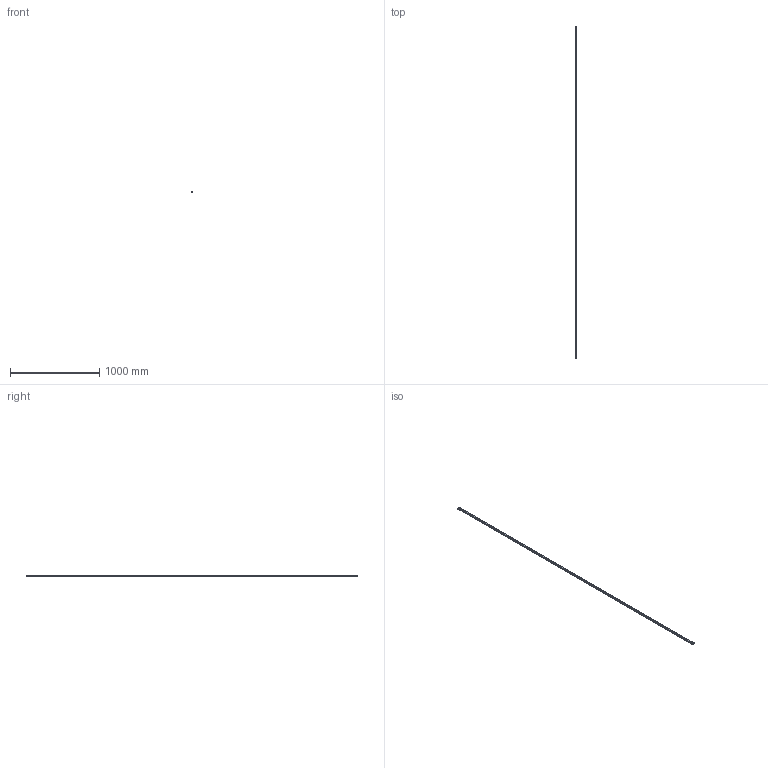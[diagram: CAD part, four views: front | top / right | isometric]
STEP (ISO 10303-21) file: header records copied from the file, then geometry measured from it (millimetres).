
FILE_DESCRIPTION(('STEP AP214'),'1');
FILE_NAME('cctmp_7CCA1924-6095-474C-837A-F340471E7632_2021_01_22_12_50_10_0295..stp','2021-01-22T11:50:10',('HIWIN GmbH'),('CADClick - www.CADClick.com'),'Spatial InterOp 3D',' ','unknown authorization');
FILE_SCHEMA(('AUTOMOTIVE_DESIGN'));
Length unit declared in the file: millimetre
Products named in the file (1): HGR20T3710C_FILE
Bounding box: 20 x 3710 x 17.5 mm (x, y, z)
Volume: 1095718 mm3; surface area: 295570.5 mm2
Topology: 1 solids, 1 shells, 355 faces, 923 edges, 512 vertices
Faces by surface type: cylinder 146, cone 124, plane 85
Entity records: 12753 total; most frequent: DIRECTION 1803, CARTESIAN_POINT 1667, ORIENTED_EDGE 1598, EDGE_CURVE 799, AXIS2_PLACEMENT_3D 648, VERTEX_POINT 512, LINE 507, VECTOR 507
